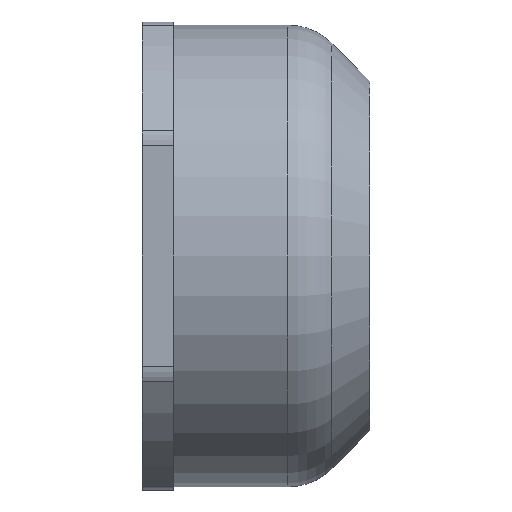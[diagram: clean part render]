
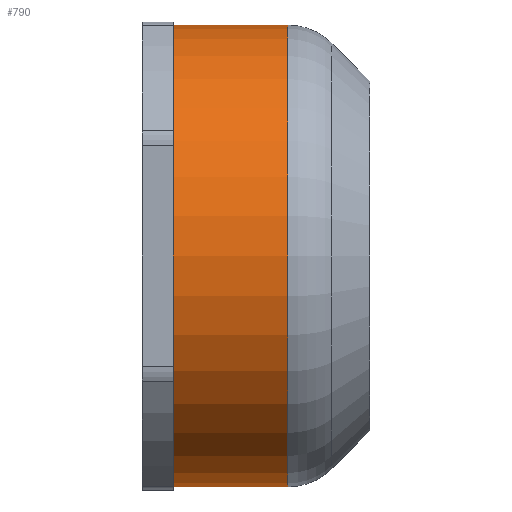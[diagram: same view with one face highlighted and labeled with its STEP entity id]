
A CAD part, left-side view. The second image highlights one B-rep face of the part: STEP entity #790.
In plain terms, the highlighted cylindrical face has radius 37 mm (diameter 74 mm), a partial arc.
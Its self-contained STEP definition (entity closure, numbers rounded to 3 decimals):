
#8 = ORIENTED_EDGE ( 'NONE', *, *, #1186, .T. ) ;
#50 = CYLINDRICAL_SURFACE ( 'NONE', #1311, 37. ) ;
#92 = CARTESIAN_POINT ( 'NONE',  ( 0., 5., 37. ) ) ;
#136 = DIRECTION ( 'NONE',  ( 0., 0., -1. ) ) ;
#186 = DIRECTION ( 'NONE',  ( 0., 0., 1. ) ) ;
#254 = CARTESIAN_POINT ( 'NONE',  ( 0., 5., 0. ) ) ;
#258 = CARTESIAN_POINT ( 'NONE',  ( 0., 31.5, -37. ) ) ;
#271 = CIRCLE ( 'NONE', #558, 37. ) ;
#342 = EDGE_CURVE ( 'NONE', #1525, #1029, #599, .T. ) ;
#416 = VECTOR ( 'NONE', #998, 1000. ) ;
#491 = EDGE_LOOP ( 'NONE', ( #586, #8, #1314, #1181 ) ) ;
#504 = CARTESIAN_POINT ( 'NONE',  ( 0., 5., -37. ) ) ;
#558 = AXIS2_PLACEMENT_3D ( 'NONE', #1047, #1414, #186 ) ;
#586 = ORIENTED_EDGE ( 'NONE', *, *, #342, .F. ) ;
#599 = LINE ( 'NONE', #504, #416 ) ;
#696 = DIRECTION ( 'NONE',  ( 0., 1., 0. ) ) ;
#703 = CARTESIAN_POINT ( 'NONE',  ( 0., 13.142, 37. ) ) ;
#736 = DIRECTION ( 'NONE',  ( 0., 1., 0. ) ) ;
#790 = ADVANCED_FACE ( 'NONE', ( #802 ), #50, .T. ) ;
#802 = FACE_OUTER_BOUND ( 'NONE', #491, .T. ) ;
#874 = CIRCLE ( 'NONE', #1578, 37. ) ;
#998 = DIRECTION ( 'NONE',  ( 0., 1., 0. ) ) ;
#1007 = VECTOR ( 'NONE', #696, 1000. ) ;
#1029 = VERTEX_POINT ( 'NONE', #258 ) ;
#1047 = CARTESIAN_POINT ( 'NONE',  ( 0., 31.5, 0. ) ) ;
#1101 = DIRECTION ( 'NONE',  ( 0., 1., 0. ) ) ;
#1144 = VERTEX_POINT ( 'NONE', #1240 ) ;
#1181 = ORIENTED_EDGE ( 'NONE', *, *, #1367, .F. ) ;
#1186 = EDGE_CURVE ( 'NONE', #1525, #1552, #874, .T. ) ;
#1207 = CARTESIAN_POINT ( 'NONE',  ( 0., 13.142, -37. ) ) ;
#1231 = DIRECTION ( 'NONE',  ( 0., 0., 1. ) ) ;
#1240 = CARTESIAN_POINT ( 'NONE',  ( 0., 31.5, 37. ) ) ;
#1311 = AXIS2_PLACEMENT_3D ( 'NONE', #254, #1101, #1231 ) ;
#1314 = ORIENTED_EDGE ( 'NONE', *, *, #1440, .T. ) ;
#1367 = EDGE_CURVE ( 'NONE', #1029, #1144, #271, .T. ) ;
#1394 = LINE ( 'NONE', #92, #1007 ) ;
#1414 = DIRECTION ( 'NONE',  ( 0., 1., 0. ) ) ;
#1440 = EDGE_CURVE ( 'NONE', #1552, #1144, #1394, .T. ) ;
#1492 = CARTESIAN_POINT ( 'NONE',  ( 0., 13.142, 0. ) ) ;
#1525 = VERTEX_POINT ( 'NONE', #1207 ) ;
#1552 = VERTEX_POINT ( 'NONE', #703 ) ;
#1578 = AXIS2_PLACEMENT_3D ( 'NONE', #1492, #736, #136 ) ;
